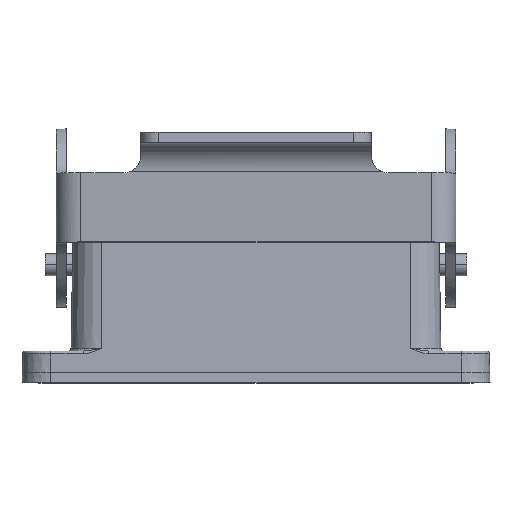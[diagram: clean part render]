
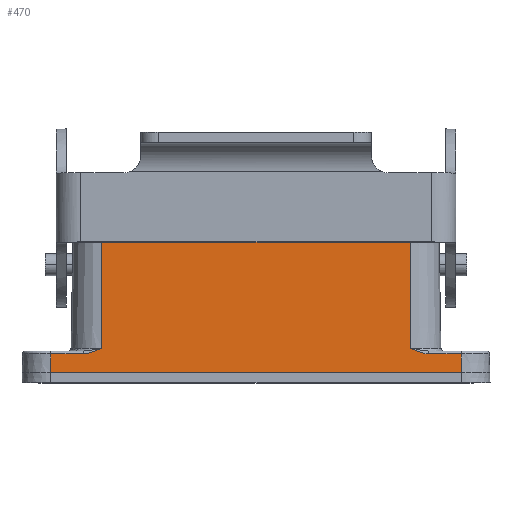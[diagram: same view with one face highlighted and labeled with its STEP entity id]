
A CAD part, top view. The second image highlights one B-rep face of the part: STEP entity #470.
In plain terms, the highlighted planar face has unit normal (0, 0.018, 1).
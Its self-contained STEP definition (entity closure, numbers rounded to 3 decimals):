
#62 = CARTESIAN_POINT ( 'NONE',  ( -27.77, -21.479, 15.24 ) ) ;
#71 = CARTESIAN_POINT ( 'NONE',  ( 29.411, -21.954, 15.248 ) ) ;
#299 = CARTESIAN_POINT ( 'NONE',  ( 26.73, 0., 14.865 ) ) ;
#462 = LINE ( 'NONE', #5185, #1788 ) ;
#470 = ADVANCED_FACE ( 'NONE', ( #2866 ), #3991, .T. ) ;
#579 = CARTESIAN_POINT ( 'NONE',  ( -26.73, -21.009, 15.232 ) ) ;
#592 = CARTESIAN_POINT ( 'NONE',  ( -28.855, -21.838, 15.246 ) ) ;
#599 = CARTESIAN_POINT ( 'NONE',  ( 28.58, -21.758, 15.245 ) ) ;
#957 = VECTOR ( 'NONE', #2497, 1000. ) ;
#1059 = VERTEX_POINT ( 'NONE', #1327 ) ;
#1174 = CARTESIAN_POINT ( 'NONE',  ( -29.692, -21.991, 15.249 ) ) ;
#1181 = CARTESIAN_POINT ( 'NONE',  ( 27.775, -21.467, 15.24 ) ) ;
#1190 = LINE ( 'NONE', #6057, #4086 ) ;
#1236 = VERTEX_POINT ( 'NONE', #2735 ) ;
#1254 = LINE ( 'NONE', #4507, #3978 ) ;
#1327 = CARTESIAN_POINT ( 'NONE',  ( 35.6, -25.25, 15.306 ) ) ;
#1375 = CARTESIAN_POINT ( 'NONE',  ( -29.98, -21.991, 15.249 ) ) ;
#1440 = DIRECTION ( 'NONE',  ( -1., 0., 0. ) ) ;
#1501 = VERTEX_POINT ( 'NONE', #1879 ) ;
#1541 = CARTESIAN_POINT ( 'NONE',  ( -26.73, -25.25, 15.306 ) ) ;
#1737 = CARTESIAN_POINT ( 'NONE',  ( 26.988, -21.126, 15.234 ) ) ;
#1788 = VECTOR ( 'NONE', #1440, 1000. ) ;
#1879 = CARTESIAN_POINT ( 'NONE',  ( -35.6, -25.25, 15.306 ) ) ;
#1945 = VERTEX_POINT ( 'NONE', #3705 ) ;
#2065 = CARTESIAN_POINT ( 'NONE',  ( 35.6, -21.991, 15.249 ) ) ;
#2284 = LINE ( 'NONE', #6472, #3551 ) ;
#2300 = VERTEX_POINT ( 'NONE', #3757 ) ;
#2466 = ORIENTED_EDGE ( 'NONE', *, *, #5776, .T. ) ;
#2487 = VECTOR ( 'NONE', #6322, 1000. ) ;
#2492 = ORIENTED_EDGE ( 'NONE', *, *, #2692, .F. ) ;
#2497 = DIRECTION ( 'NONE',  ( 0., -1., 0.017 ) ) ;
#2605 = LINE ( 'NONE', #3054, #957 ) ;
#2692 = EDGE_CURVE ( 'NONE', #5989, #6197, #1190, .T. ) ;
#2735 = CARTESIAN_POINT ( 'NONE',  ( 26.73, -21.009, 15.232 ) ) ;
#2755 = CARTESIAN_POINT ( 'NONE',  ( 35.6, -27., 15.336 ) ) ;
#2799 = CARTESIAN_POINT ( 'NONE',  ( -27.249, -21.244, 15.236 ) ) ;
#2826 = ORIENTED_EDGE ( 'NONE', *, *, #3190, .T. ) ;
#2838 = CARTESIAN_POINT ( 'NONE',  ( 29.692, -21.991, 15.249 ) ) ;
#2866 = FACE_OUTER_BOUND ( 'NONE', #6014, .T. ) ;
#2934 = EDGE_CURVE ( 'NONE', #1945, #1236, #3536, .T. ) ;
#2991 = DIRECTION ( 'NONE',  ( 0., 1., -0.017 ) ) ;
#3050 = ORIENTED_EDGE ( 'NONE', *, *, #3900, .F. ) ;
#3054 = CARTESIAN_POINT ( 'NONE',  ( -35.6, -27., 15.336 ) ) ;
#3148 = VECTOR ( 'NONE', #2991, 1000. ) ;
#3190 = EDGE_CURVE ( 'NONE', #6279, #1945, #462, .T. ) ;
#3316 = EDGE_CURVE ( 'NONE', #5941, #5989, #1254, .T. ) ;
#3409 = CARTESIAN_POINT ( 'NONE',  ( -26.73, 0., 14.865 ) ) ;
#3497 = EDGE_CURVE ( 'NONE', #5941, #3736, #5663, .T. ) ;
#3536 = B_SPLINE_CURVE_WITH_KNOTS ( 'NONE', 3,
 ( #6386, #2838, #71, #3903, #599, #4435, #1181, #4947, #1737, #5469 ),
 .UNSPECIFIED., .F., .F.,
 ( 4, 2, 2, 2, 4 ),
 ( 0., 0.001, 0.002, 0.003, 0.003 ),
 .UNSPECIFIED. ) ;
#3551 = VECTOR ( 'NONE', #5585, 1000. ) ;
#3669 = EDGE_CURVE ( 'NONE', #3736, #2300, #2284, .T. ) ;
#3705 = CARTESIAN_POINT ( 'NONE',  ( 29.98, -21.991, 15.249 ) ) ;
#3736 = VERTEX_POINT ( 'NONE', #1375 ) ;
#3757 = CARTESIAN_POINT ( 'NONE',  ( -35.6, -21.991, 15.249 ) ) ;
#3890 = ORIENTED_EDGE ( 'NONE', *, *, #2934, .T. ) ;
#3892 = ORIENTED_EDGE ( 'NONE', *, *, #3669, .T. ) ;
#3898 = CARTESIAN_POINT ( 'NONE',  ( -28.58, -21.758, 15.245 ) ) ;
#3900 = EDGE_CURVE ( 'NONE', #1059, #1501, #6725, .T. ) ;
#3903 = CARTESIAN_POINT ( 'NONE',  ( 28.855, -21.838, 15.246 ) ) ;
#3939 = DIRECTION ( 'NONE',  ( 0., -1., 0.017 ) ) ;
#3946 = DIRECTION ( 'NONE',  ( 0., 0.017, 1. ) ) ;
#3949 = CARTESIAN_POINT ( 'NONE',  ( -26.73, 0., 14.865 ) ) ;
#3978 = VECTOR ( 'NONE', #5060, 1000. ) ;
#3991 = PLANE ( 'NONE',  #5806 ) ;
#4086 = VECTOR ( 'NONE', #5101, 1000. ) ;
#4134 = VECTOR ( 'NONE', #5296, 1000. ) ;
#4165 = EDGE_CURVE ( 'NONE', #2300, #1501, #2605, .T. ) ;
#4429 = CARTESIAN_POINT ( 'NONE',  ( -29.411, -21.954, 15.248 ) ) ;
#4435 = CARTESIAN_POINT ( 'NONE',  ( 28.04, -21.572, 15.242 ) ) ;
#4507 = CARTESIAN_POINT ( 'NONE',  ( -26.73, 0., 14.865 ) ) ;
#4704 = LINE ( 'NONE', #6036, #3148 ) ;
#4939 = CARTESIAN_POINT ( 'NONE',  ( -29.98, -21.991, 15.249 ) ) ;
#4947 = CARTESIAN_POINT ( 'NONE',  ( 27.25, -21.244, 15.236 ) ) ;
#5060 = DIRECTION ( 'NONE',  ( 0., 1., -0.017 ) ) ;
#5101 = DIRECTION ( 'NONE',  ( 1., 0., 0. ) ) ;
#5185 = CARTESIAN_POINT ( 'NONE',  ( -26.73, -21.991, 15.249 ) ) ;
#5296 = DIRECTION ( 'NONE',  ( -1., 0., 0. ) ) ;
#5469 = CARTESIAN_POINT ( 'NONE',  ( 26.73, -21.009, 15.232 ) ) ;
#5470 = EDGE_CURVE ( 'NONE', #6279, #1059, #6400, .T. ) ;
#5585 = DIRECTION ( 'NONE',  ( -1., 0., 0. ) ) ;
#5663 = B_SPLINE_CURVE_WITH_KNOTS ( 'NONE', 3,
 ( #5914, #2799, #62, #3898, #592, #4429, #1174, #4939 ),
 .UNSPECIFIED., .F., .F.,
 ( 4, 2, 2, 4 ),
 ( 0., 0.002, 0.003, 0.003 ),
 .UNSPECIFIED. ) ;
#5746 = ORIENTED_EDGE ( 'NONE', *, *, #4165, .T. ) ;
#5763 = ORIENTED_EDGE ( 'NONE', *, *, #3497, .T. ) ;
#5776 = EDGE_CURVE ( 'NONE', #1236, #6197, #4704, .T. ) ;
#5806 = AXIS2_PLACEMENT_3D ( 'NONE', #3949, #3946, #3939 ) ;
#5849 = ORIENTED_EDGE ( 'NONE', *, *, #5470, .F. ) ;
#5914 = CARTESIAN_POINT ( 'NONE',  ( -26.73, -21.009, 15.232 ) ) ;
#5941 = VERTEX_POINT ( 'NONE', #579 ) ;
#5989 = VERTEX_POINT ( 'NONE', #3409 ) ;
#6014 = EDGE_LOOP ( 'NONE', ( #3050, #5849, #2826, #3890, #2466, #2492, #6467, #5763, #3892, #5746 ) ) ;
#6036 = CARTESIAN_POINT ( 'NONE',  ( 26.73, 0., 14.865 ) ) ;
#6057 = CARTESIAN_POINT ( 'NONE',  ( -26.73, 0., 14.865 ) ) ;
#6197 = VERTEX_POINT ( 'NONE', #299 ) ;
#6279 = VERTEX_POINT ( 'NONE', #2065 ) ;
#6322 = DIRECTION ( 'NONE',  ( 0., -1., 0.017 ) ) ;
#6386 = CARTESIAN_POINT ( 'NONE',  ( 29.98, -21.991, 15.249 ) ) ;
#6400 = LINE ( 'NONE', #2755, #2487 ) ;
#6467 = ORIENTED_EDGE ( 'NONE', *, *, #3316, .F. ) ;
#6472 = CARTESIAN_POINT ( 'NONE',  ( -26.73, -21.991, 15.249 ) ) ;
#6725 = LINE ( 'NONE', #1541, #4134 ) ;
